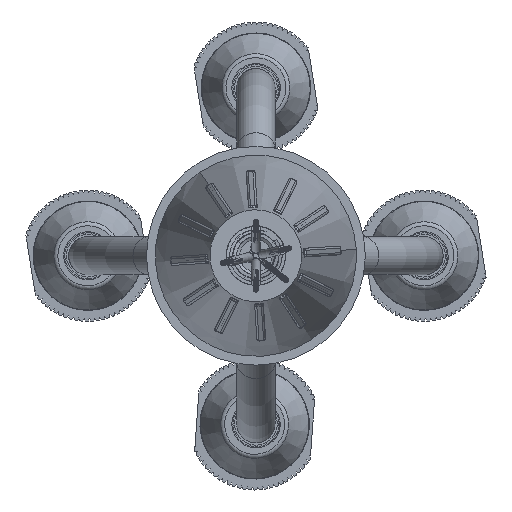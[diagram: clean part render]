
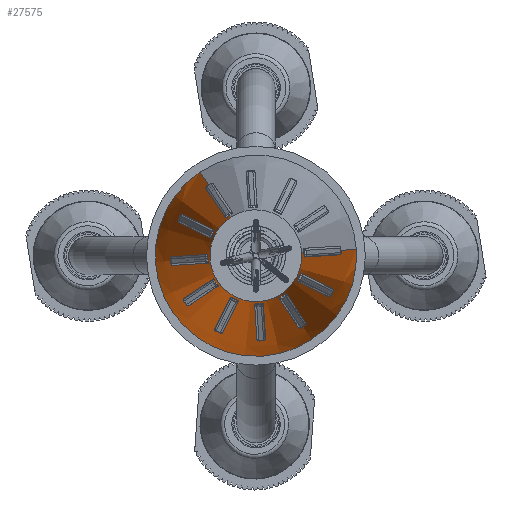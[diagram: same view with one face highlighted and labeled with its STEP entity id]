
A CAD part, front view. The second image highlights one B-rep face of the part: STEP entity #27575.
In plain terms, the highlighted conical face has half-angle 9.221 degrees and reference radius 8.509 mm.
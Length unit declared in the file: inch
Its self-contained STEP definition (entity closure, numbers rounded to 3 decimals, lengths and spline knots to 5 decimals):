
#563=FACE_BOUND('',#5353,.T.);
#564=FACE_BOUND('',#5354,.T.);
#565=FACE_BOUND('',#5355,.T.);
#566=FACE_BOUND('',#5356,.T.);
#567=FACE_BOUND('',#5357,.T.);
#568=FACE_BOUND('',#5358,.T.);
#569=FACE_BOUND('',#5359,.T.);
#631=CONICAL_SURFACE('',#30095,0.335,0.161);
#3583=FACE_OUTER_BOUND('',#5352,.T.);
#5352=EDGE_LOOP('',(#21520,#21521,#21522,#21523,#21524,#21525,#21526,#21527));
#5353=EDGE_LOOP('',(#21528,#21529));
#5354=EDGE_LOOP('',(#21530,#21531));
#5355=EDGE_LOOP('',(#21532,#21533));
#5356=EDGE_LOOP('',(#21534,#21535));
#5357=EDGE_LOOP('',(#21536,#21537));
#5358=EDGE_LOOP('',(#21538,#21539));
#5359=EDGE_LOOP('',(#21540,#21541));
#7240=LINE('',#48539,#8740);
#7241=LINE('',#48541,#8741);
#7242=LINE('',#48543,#8742);
#7243=LINE('',#48547,#8743);
#7244=LINE('',#48549,#8744);
#7245=LINE('',#48551,#8745);
#7253=LINE('',#48595,#8753);
#7254=LINE('',#48598,#8754);
#7255=LINE('',#48601,#8755);
#7256=LINE('',#48604,#8756);
#7257=LINE('',#48607,#8757);
#7258=LINE('',#48610,#8758);
#7259=LINE('',#48613,#8759);
#8740=VECTOR('',#35279,0.335);
#8741=VECTOR('',#35280,0.3937);
#8742=VECTOR('',#35281,0.335);
#8743=VECTOR('',#35284,0.335);
#8744=VECTOR('',#35285,0.3937);
#8745=VECTOR('',#35286,0.335);
#8753=VECTOR('',#35334,0.3937);
#8754=VECTOR('',#35335,0.3937);
#8755=VECTOR('',#35336,0.3937);
#8756=VECTOR('',#35337,0.3937);
#8757=VECTOR('',#35338,0.3937);
#8758=VECTOR('',#35339,0.3937);
#8759=VECTOR('',#35340,0.3937);
#9960=CIRCLE('',#30094,0.21);
#9961=CIRCLE('',#30096,0.46);
#12927=VERTEX_POINT('',#48537);
#12928=VERTEX_POINT('',#48538);
#12929=VERTEX_POINT('',#48540);
#12930=VERTEX_POINT('',#48542);
#12931=VERTEX_POINT('',#48544);
#12932=VERTEX_POINT('',#48546);
#12933=VERTEX_POINT('',#48548);
#12934=VERTEX_POINT('',#48550);
#12949=VERTEX_POINT('',#48593);
#12950=VERTEX_POINT('',#48594);
#12951=VERTEX_POINT('',#48596);
#12952=VERTEX_POINT('',#48597);
#12953=VERTEX_POINT('',#48599);
#12954=VERTEX_POINT('',#48600);
#12955=VERTEX_POINT('',#48602);
#12956=VERTEX_POINT('',#48603);
#12957=VERTEX_POINT('',#48605);
#12958=VERTEX_POINT('',#48606);
#12959=VERTEX_POINT('',#48608);
#12960=VERTEX_POINT('',#48609);
#12961=VERTEX_POINT('',#48611);
#12962=VERTEX_POINT('',#48612);
#15960=EDGE_CURVE('',#12927,#12928,#7240,.T.);
#15961=EDGE_CURVE('',#12929,#12927,#7241,.T.);
#15962=EDGE_CURVE('',#12930,#12929,#7242,.T.);
#15964=EDGE_CURVE('',#12932,#12931,#7243,.T.);
#15965=EDGE_CURVE('',#12932,#12933,#7244,.T.);
#15966=EDGE_CURVE('',#12934,#12933,#7245,.T.);
#15983=EDGE_CURVE('',#12934,#12928,#9960,.T.);
#15984=EDGE_CURVE('',#12931,#12930,#9961,.T.);
#15985=EDGE_CURVE('',#12949,#12950,#7253,.T.);
#15986=EDGE_CURVE('',#12951,#12952,#7254,.T.);
#15987=EDGE_CURVE('',#12953,#12954,#7255,.T.);
#15988=EDGE_CURVE('',#12955,#12956,#7256,.T.);
#15989=EDGE_CURVE('',#12957,#12958,#7257,.T.);
#15990=EDGE_CURVE('',#12959,#12960,#7258,.T.);
#15991=EDGE_CURVE('',#12961,#12962,#7259,.T.);
#21520=ORIENTED_EDGE('',*,*,#15960,.T.);
#21521=ORIENTED_EDGE('',*,*,#15983,.F.);
#21522=ORIENTED_EDGE('',*,*,#15966,.T.);
#21523=ORIENTED_EDGE('',*,*,#15965,.F.);
#21524=ORIENTED_EDGE('',*,*,#15964,.T.);
#21525=ORIENTED_EDGE('',*,*,#15984,.T.);
#21526=ORIENTED_EDGE('',*,*,#15962,.T.);
#21527=ORIENTED_EDGE('',*,*,#15961,.T.);
#21528=ORIENTED_EDGE('',*,*,#15985,.T.);
#21529=ORIENTED_EDGE('',*,*,#15985,.F.);
#21530=ORIENTED_EDGE('',*,*,#15986,.T.);
#21531=ORIENTED_EDGE('',*,*,#15986,.F.);
#21532=ORIENTED_EDGE('',*,*,#15987,.T.);
#21533=ORIENTED_EDGE('',*,*,#15987,.F.);
#21534=ORIENTED_EDGE('',*,*,#15988,.T.);
#21535=ORIENTED_EDGE('',*,*,#15988,.F.);
#21536=ORIENTED_EDGE('',*,*,#15989,.T.);
#21537=ORIENTED_EDGE('',*,*,#15989,.F.);
#21538=ORIENTED_EDGE('',*,*,#15990,.T.);
#21539=ORIENTED_EDGE('',*,*,#15990,.F.);
#21540=ORIENTED_EDGE('',*,*,#15991,.T.);
#21541=ORIENTED_EDGE('',*,*,#15991,.F.);
#27575=ADVANCED_FACE('',(#3583,#563,#564,#565,#566,#567,#568,#569),#631,
 .T.);
#30094=AXIS2_PLACEMENT_3D('',#48590,#35328,#35329);
#30095=AXIS2_PLACEMENT_3D('',#48591,#35330,#35331);
#30096=AXIS2_PLACEMENT_3D('',#48592,#35332,#35333);
#35279=DIRECTION('',(0.987,-0.08,-0.139));
#35280=DIRECTION('',(0.987,-0.08,-0.139));
#35281=DIRECTION('',(0.987,-0.08,-0.139));
#35284=DIRECTION('',(-0.987,-0.16,0.));
#35285=DIRECTION('',(0.987,0.16,0.));
#35286=DIRECTION('',(-0.987,-0.16,0.));
#35328=DIRECTION('center_axis',(1.,0.,0.));
#35329=DIRECTION('ref_axis',(0.,1.,0.));
#35330=DIRECTION('center_axis',(-1.,0.,0.));
#35331=DIRECTION('ref_axis',(0.,-0.5,-0.866));
#35332=DIRECTION('center_axis',(1.,0.,0.));
#35333=DIRECTION('ref_axis',(0.,1.,0.));
#35334=DIRECTION('',(0.987,-0.139,-0.08));
#35335=DIRECTION('',(0.987,-0.16,0.));
#35336=DIRECTION('',(0.987,-0.139,0.08));
#35337=DIRECTION('',(0.987,-0.08,0.139));
#35338=DIRECTION('',(0.987,0.,0.16));
#35339=DIRECTION('',(0.987,0.08,0.139));
#35340=DIRECTION('',(0.987,0.139,0.08));
#48537=CARTESIAN_POINT('',(1.48078,0.10981,0.19019));
#48538=CARTESIAN_POINT('',(1.54,0.105,0.18187));
#48539=CARTESIAN_POINT('',(0.77,0.1675,0.29012));
#48540=CARTESIAN_POINT('',(0.43265,0.19488,0.33755));
#48541=CARTESIAN_POINT('',(0.77,0.1675,0.29012));
#48542=CARTESIAN_POINT('',(0.,0.23,0.39837));
#48543=CARTESIAN_POINT('',(0.77,0.1675,0.29012));
#48544=CARTESIAN_POINT('',(0.,-0.46,0.));
#48546=CARTESIAN_POINT('',(0.43265,-0.38976,0.));
#48547=CARTESIAN_POINT('',(0.77,-0.335,0.));
#48548=CARTESIAN_POINT('',(1.48078,-0.21961,0.));
#48549=CARTESIAN_POINT('',(0.77,-0.335,0.));
#48550=CARTESIAN_POINT('',(1.54,-0.21,0.));
#48551=CARTESIAN_POINT('',(0.77,-0.335,0.));
#48590=CARTESIAN_POINT('Origin',(1.54,0.,0.));
#48591=CARTESIAN_POINT('Origin',(0.77,0.,0.));
#48592=CARTESIAN_POINT('Origin',(0.,0.,0.));
#48593=CARTESIAN_POINT('',(0.43265,0.33755,0.19488));
#48594=CARTESIAN_POINT('',(1.48078,0.19019,0.10981));
#48595=CARTESIAN_POINT('',(0.77,0.29012,0.1675));
#48596=CARTESIAN_POINT('',(0.43265,0.38976,0.));
#48597=CARTESIAN_POINT('',(1.48078,0.21961,0.));
#48598=CARTESIAN_POINT('',(0.77,0.335,0.));
#48599=CARTESIAN_POINT('',(0.43265,0.33755,-0.19488));
#48600=CARTESIAN_POINT('',(1.48078,0.19019,-0.10981));
#48601=CARTESIAN_POINT('',(0.77,0.29012,-0.1675));
#48602=CARTESIAN_POINT('',(0.43265,0.19488,-0.33755));
#48603=CARTESIAN_POINT('',(1.48078,0.10981,-0.19019));
#48604=CARTESIAN_POINT('',(0.77,0.1675,-0.29012));
#48605=CARTESIAN_POINT('',(0.43265,0.,-0.38976));
#48606=CARTESIAN_POINT('',(1.48078,0.,-0.21961));
#48607=CARTESIAN_POINT('',(0.77,0.,-0.335));
#48608=CARTESIAN_POINT('',(0.43265,-0.19488,-0.33755));
#48609=CARTESIAN_POINT('',(1.48078,-0.10981,-0.19019));
#48610=CARTESIAN_POINT('',(0.77,-0.1675,-0.29012));
#48611=CARTESIAN_POINT('',(0.43265,-0.33755,-0.19488));
#48612=CARTESIAN_POINT('',(1.48078,-0.19019,-0.10981));
#48613=CARTESIAN_POINT('',(0.77,-0.29012,-0.1675));
